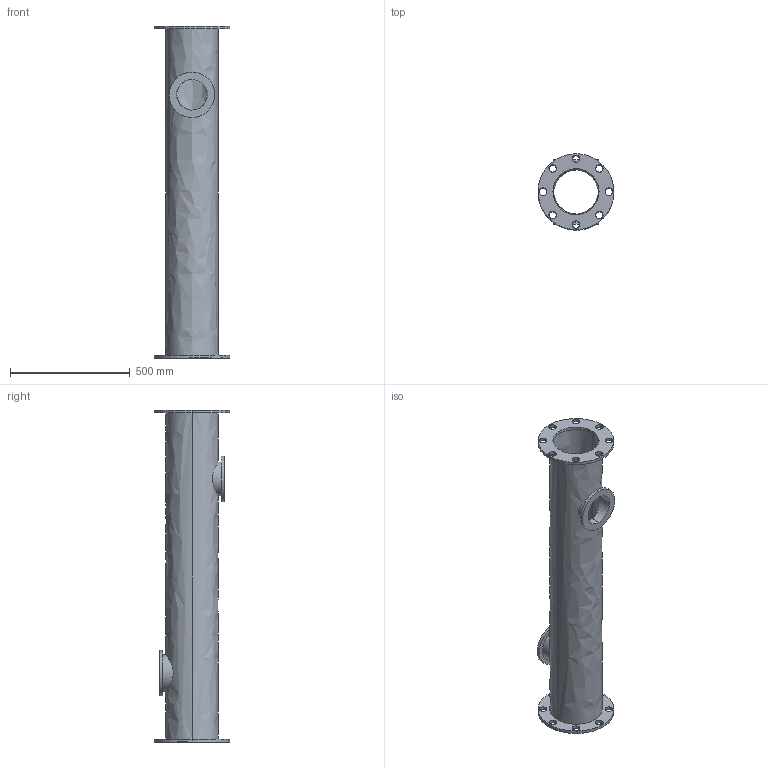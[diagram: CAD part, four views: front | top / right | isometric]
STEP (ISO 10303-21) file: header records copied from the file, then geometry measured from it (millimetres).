
FILE_DESCRIPTION(('FreeCAD Model'),'2;1');
FILE_NAME('Open CASCADE Shape Model','2025-05-09T11:15:40',('FreeCAD'),( 'FreeCAD'),'Open CASCADE STEP processor 7.6','FreeCAD','Unknown');
FILE_SCHEMA(('AUTOMOTIVE_DESIGN { 1 0 10303 214 1 1 1 1 }'));
Length unit declared in the file: millimetre
Products named in the file (1): Open CASCADE STEP translator 7.6 1
Bounding box: 316.67 x 316.39 x 1383.6 mm (x, y, z)
Volume: 12941925 mm3; surface area: 2058995.1 mm2
Topology: 2 solids, 2 shells, 63 faces, 162 edges, 108 vertices
Faces by surface type: bspline 63
Entity records: 2875 total; most frequent: CARTESIAN_POINT 1912, ORIENTED_EDGE 324, EDGE_CURVE 162, FACE_BOUND 108, EDGE_LOOP 108, VERTEX_POINT 108, ADVANCED_FACE 63, B_SPLINE_CURVE_WITH_KNOTS 62
